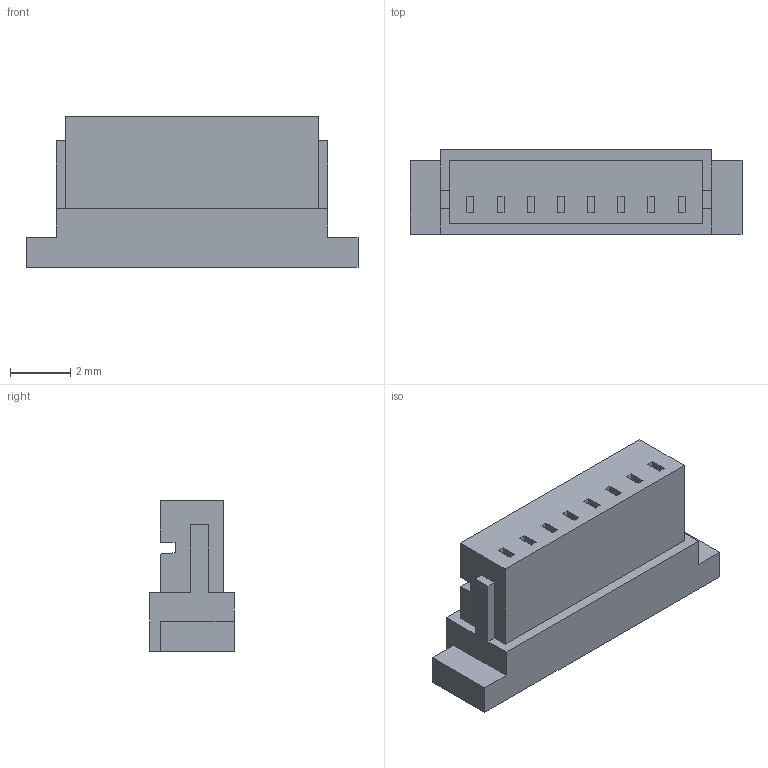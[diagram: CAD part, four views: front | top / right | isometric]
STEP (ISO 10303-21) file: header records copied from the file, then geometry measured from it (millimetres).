
FILE_DESCRIPTION (( 'STEP AP214' ), '1' );
FILE_NAME ('SHR-08V-S-B.STEP', '2012-02-09T02:35:31', ( ' ' ), ( ' ' ), 'SwSTEP 2.0', 'SolidWorks 2005235', '' );
FILE_SCHEMA (( 'AUTOMOTIVE_DESIGN' ));
Length unit declared in the file: millimetre
Products named in the file (1): SHR-08V-S-B
Bounding box: 11 x 2.8 x 5 mm (x, y, z)
Volume: 96.6 mm3; surface area: 226.6 mm2
Topology: 1 solids, 1 shells, 108 faces, 270 edges, 180 vertices
Faces by surface type: plane 108
Entity records: 4365 total; most frequent: CARTESIAN_POINT 559, ORIENTED_EDGE 540, DIRECTION 488, EDGE_CURVE 270, VECTOR 270, LINE 270, VERTEX_POINT 180, EDGE_LOOP 124
